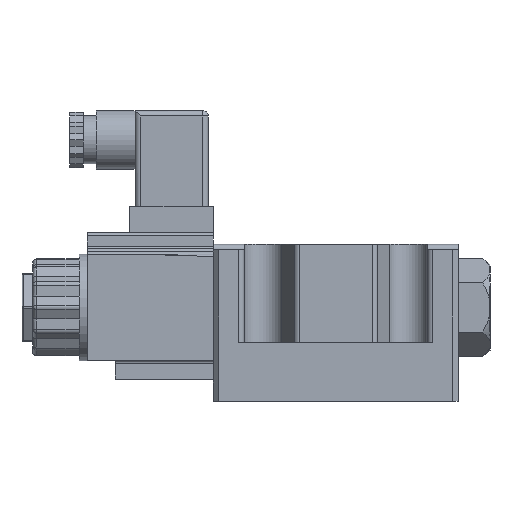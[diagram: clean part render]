
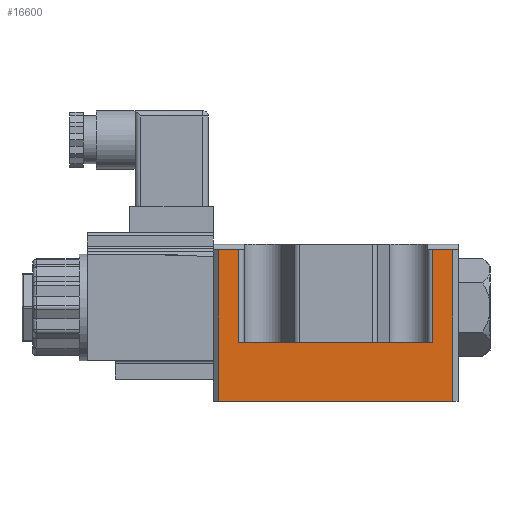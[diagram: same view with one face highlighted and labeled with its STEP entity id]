
A CAD part, front view. The second image highlights one B-rep face of the part: STEP entity #16600.
In plain terms, the highlighted planar face has unit normal (0, -1, 0).
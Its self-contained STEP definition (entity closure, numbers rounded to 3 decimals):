
#342 = VECTOR ( 'NONE', #11980, 1000. ) ;
#1017 = EDGE_CURVE ( 'NONE', #6249, #20578, #10213, .T. ) ;
#1624 = CARTESIAN_POINT ( 'NONE',  ( 44., -35., 27.5 ) ) ;
#1674 = ORIENTED_EDGE ( 'NONE', *, *, #4198, .F. ) ;
#1802 = VECTOR ( 'NONE', #12219, 1000. ) ;
#2235 = VECTOR ( 'NONE', #4797, 1000. ) ;
#2844 = LINE ( 'NONE', #14046, #2946 ) ;
#2946 = VECTOR ( 'NONE', #23126, 1000. ) ;
#3544 = VERTEX_POINT ( 'NONE', #8514 ) ;
#4198 = EDGE_CURVE ( 'NONE', #23626, #20578, #5521, .T. ) ;
#4797 = DIRECTION ( 'NONE',  ( 0., 0., 1. ) ) ;
#4900 = CARTESIAN_POINT ( 'NONE',  ( 36.5, -35., 27.5 ) ) ;
#4922 = LINE ( 'NONE', #1624, #2235 ) ;
#5244 = AXIS2_PLACEMENT_3D ( 'NONE', #7933, #11929, #10115 ) ;
#5521 = LINE ( 'NONE', #22038, #21664 ) ;
#5620 = CARTESIAN_POINT ( 'NONE',  ( -44., -35., -29.5 ) ) ;
#5799 = VECTOR ( 'NONE', #9507, 1000. ) ;
#5817 = ORIENTED_EDGE ( 'NONE', *, *, #23442, .T. ) ;
#5882 = VECTOR ( 'NONE', #9845, 1000. ) ;
#5981 = ORIENTED_EDGE ( 'NONE', *, *, #1017, .T. ) ;
#6103 = VECTOR ( 'NONE', #7699, 1000. ) ;
#6249 = VERTEX_POINT ( 'NONE', #10650 ) ;
#6361 = CARTESIAN_POINT ( 'NONE',  ( -44., -35., 27.5 ) ) ;
#6455 = VERTEX_POINT ( 'NONE', #4900 ) ;
#6501 = EDGE_CURVE ( 'NONE', #6455, #9243, #14767, .T. ) ;
#6978 = ORIENTED_EDGE ( 'NONE', *, *, #8358, .F. ) ;
#7699 = DIRECTION ( 'NONE',  ( 0., 0., -1. ) ) ;
#7933 = CARTESIAN_POINT ( 'NONE',  ( 0., -35., 0. ) ) ;
#8358 = EDGE_CURVE ( 'NONE', #6249, #3544, #10268, .T. ) ;
#8514 = CARTESIAN_POINT ( 'NONE',  ( 36.5, -35., -7.5 ) ) ;
#9243 = VERTEX_POINT ( 'NONE', #17776 ) ;
#9507 = DIRECTION ( 'NONE',  ( 1., 0., 0. ) ) ;
#9845 = DIRECTION ( 'NONE',  ( 0., 0., 1. ) ) ;
#10115 = DIRECTION ( 'NONE',  ( 1., 0., 0. ) ) ;
#10142 = VERTEX_POINT ( 'NONE', #14061 ) ;
#10213 = LINE ( 'NONE', #21116, #5882 ) ;
#10268 = LINE ( 'NONE', #23255, #1802 ) ;
#10650 = CARTESIAN_POINT ( 'NONE',  ( -36.5, -35., -7.5 ) ) ;
#10743 = CARTESIAN_POINT ( 'NONE',  ( 44., -35., -29.5 ) ) ;
#11558 = FACE_OUTER_BOUND ( 'NONE', #13777, .T. ) ;
#11929 = DIRECTION ( 'NONE',  ( 0., 1., 0. ) ) ;
#11980 = DIRECTION ( 'NONE',  ( -1., 0., 0. ) ) ;
#12219 = DIRECTION ( 'NONE',  ( 1., 0., 0. ) ) ;
#13176 = CARTESIAN_POINT ( 'NONE',  ( 34.5, -35., 27.5 ) ) ;
#13651 = VERTEX_POINT ( 'NONE', #10743 ) ;
#13777 = EDGE_LOOP ( 'NONE', ( #22280, #20139, #6978, #5981, #1674, #18297, #19483, #5817 ) ) ;
#14046 = CARTESIAN_POINT ( 'NONE',  ( 36.5, -35., 0. ) ) ;
#14061 = CARTESIAN_POINT ( 'NONE',  ( -44., -35., -29.5 ) ) ;
#14767 = LINE ( 'NONE', #13176, #5799 ) ;
#15527 = CARTESIAN_POINT ( 'NONE',  ( 46., -35., -29.5 ) ) ;
#15913 = EDGE_CURVE ( 'NONE', #6455, #3544, #2844, .T. ) ;
#16600 = ADVANCED_FACE ( 'NONE', ( #11558 ), #23086, .F. ) ;
#17776 = CARTESIAN_POINT ( 'NONE',  ( 44., -35., 27.5 ) ) ;
#18119 = CARTESIAN_POINT ( 'NONE',  ( -36.5, -35., 27.5 ) ) ;
#18297 = ORIENTED_EDGE ( 'NONE', *, *, #21391, .T. ) ;
#19483 = ORIENTED_EDGE ( 'NONE', *, *, #23353, .F. ) ;
#20139 = ORIENTED_EDGE ( 'NONE', *, *, #15913, .T. ) ;
#20578 = VERTEX_POINT ( 'NONE', #18119 ) ;
#21116 = CARTESIAN_POINT ( 'NONE',  ( -36.5, -35., 0. ) ) ;
#21191 = LINE ( 'NONE', #15527, #342 ) ;
#21391 = EDGE_CURVE ( 'NONE', #23626, #10142, #22261, .T. ) ;
#21664 = VECTOR ( 'NONE', #21806, 1000. ) ;
#21806 = DIRECTION ( 'NONE',  ( 1., 0., 0. ) ) ;
#22038 = CARTESIAN_POINT ( 'NONE',  ( -46., -35., 27.5 ) ) ;
#22261 = LINE ( 'NONE', #5620, #6103 ) ;
#22280 = ORIENTED_EDGE ( 'NONE', *, *, #6501, .F. ) ;
#23086 = PLANE ( 'NONE',  #5244 ) ;
#23126 = DIRECTION ( 'NONE',  ( 0., 0., -1. ) ) ;
#23255 = CARTESIAN_POINT ( 'NONE',  ( -34.5, -35., -7.5 ) ) ;
#23353 = EDGE_CURVE ( 'NONE', #13651, #10142, #21191, .T. ) ;
#23442 = EDGE_CURVE ( 'NONE', #13651, #9243, #4922, .T. ) ;
#23626 = VERTEX_POINT ( 'NONE', #6361 ) ;
